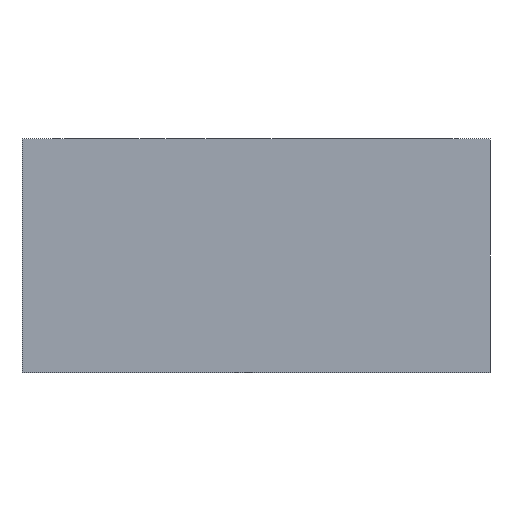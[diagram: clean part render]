
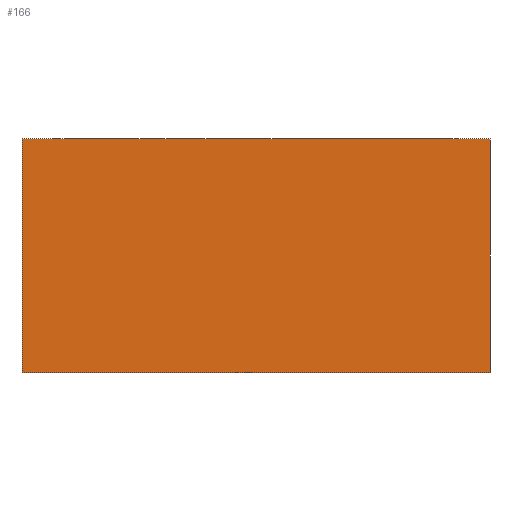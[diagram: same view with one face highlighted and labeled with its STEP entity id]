
A CAD part, left-side view. The second image highlights one B-rep face of the part: STEP entity #166.
In plain terms, the highlighted planar face has unit normal (-1, 0, 0).
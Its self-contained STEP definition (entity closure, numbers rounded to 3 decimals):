
#4 = EDGE_CURVE ( 'NONE', #893, #810, #1081, .T. ) ;
#7 = FACE_OUTER_BOUND ( 'NONE', #391, .T. ) ;
#30 = EDGE_CURVE ( 'NONE', #1095, #755, #1019, .T. ) ;
#40 = PLANE ( 'NONE',  #937 ) ;
#41 = CARTESIAN_POINT ( 'NONE',  ( -12.5, 0., -11. ) ) ;
#47 = DIRECTION ( 'NONE',  ( 0., 0., -1. ) ) ;
#65 = EDGE_CURVE ( 'NONE', #1095, #893, #1125, .T. ) ;
#166 = ADVANCED_FACE ( 'NONE', ( #7 ), #40, .F. ) ;
#307 = LINE ( 'NONE', #1103, #1015 ) ;
#354 = DIRECTION ( 'NONE',  ( 0., -1., 0. ) ) ;
#381 = CARTESIAN_POINT ( 'NONE',  ( -12.5, 44., 11. ) ) ;
#391 = EDGE_LOOP ( 'NONE', ( #768, #764, #477, #460 ) ) ;
#440 = VECTOR ( 'NONE', #354, 1000. ) ;
#460 = ORIENTED_EDGE ( 'NONE', *, *, #65, .T. ) ;
#464 = CARTESIAN_POINT ( 'NONE',  ( -12.5, 44., 11. ) ) ;
#477 = ORIENTED_EDGE ( 'NONE', *, *, #30, .F. ) ;
#522 = DIRECTION ( 'NONE',  ( 0., 0., 1. ) ) ;
#543 = CARTESIAN_POINT ( 'NONE',  ( -12.5, 44., -11. ) ) ;
#592 = CARTESIAN_POINT ( 'NONE',  ( -12.5, 44., 11. ) ) ;
#726 = DIRECTION ( 'NONE',  ( 0., -1., 0. ) ) ;
#755 = VERTEX_POINT ( 'NONE', #381 ) ;
#764 = ORIENTED_EDGE ( 'NONE', *, *, #1076, .F. ) ;
#768 = ORIENTED_EDGE ( 'NONE', *, *, #4, .T. ) ;
#810 = VERTEX_POINT ( 'NONE', #856 ) ;
#821 = CARTESIAN_POINT ( 'NONE',  ( -12.5, 0., 11. ) ) ;
#838 = VECTOR ( 'NONE', #522, 1000. ) ;
#856 = CARTESIAN_POINT ( 'NONE',  ( -12.5, 0., 11. ) ) ;
#858 = DIRECTION ( 'NONE',  ( 1., 0., 0. ) ) ;
#893 = VERTEX_POINT ( 'NONE', #41 ) ;
#929 = VECTOR ( 'NONE', #1101, 1000. ) ;
#937 = AXIS2_PLACEMENT_3D ( 'NONE', #592, #858, #47 ) ;
#993 = CARTESIAN_POINT ( 'NONE',  ( -12.5, 44., -11. ) ) ;
#1015 = VECTOR ( 'NONE', #726, 1000. ) ;
#1019 = LINE ( 'NONE', #464, #929 ) ;
#1076 = EDGE_CURVE ( 'NONE', #755, #810, #307, .T. ) ;
#1081 = LINE ( 'NONE', #821, #838 ) ;
#1095 = VERTEX_POINT ( 'NONE', #993 ) ;
#1101 = DIRECTION ( 'NONE',  ( 0., 0., 1. ) ) ;
#1103 = CARTESIAN_POINT ( 'NONE',  ( -12.5, 44., 11. ) ) ;
#1125 = LINE ( 'NONE', #543, #440 ) ;
